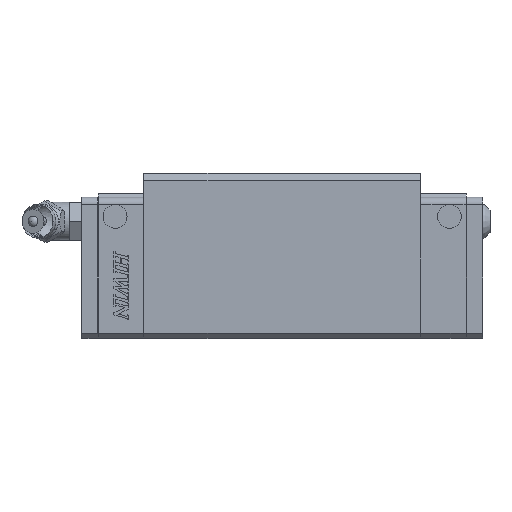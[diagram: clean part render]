
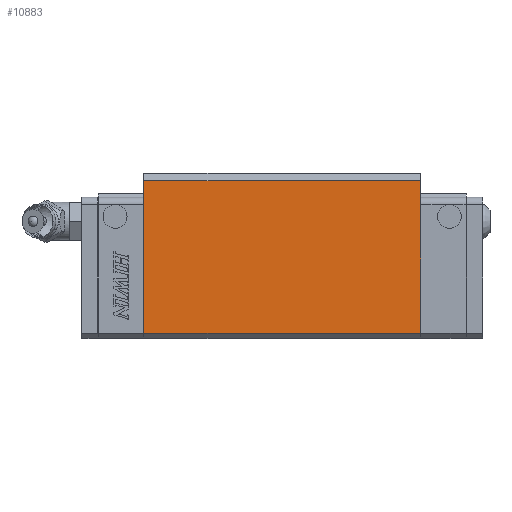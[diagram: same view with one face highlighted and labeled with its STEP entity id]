
A CAD part, top view. The second image highlights one B-rep face of the part: STEP entity #10883.
In plain terms, the highlighted face is planar.
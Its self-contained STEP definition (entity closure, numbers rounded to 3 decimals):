
#521=FACE_OUTER_BOUND('',#1104,.T.);
#1104=EDGE_LOOP('',(#8526,#8527,#8528,#8529));
#2317=LINE('',#16682,#3574);
#2396=LINE('',#16856,#3653);
#2398=LINE('',#16859,#3655);
#2404=LINE('',#16879,#3661);
#3574=VECTOR('',#13498,32.);
#3653=VECTOR('',#13651,32.);
#3655=VECTOR('',#13655,58.);
#3661=VECTOR('',#13681,58.);
#4742=VERTEX_POINT('',#16679);
#4743=VERTEX_POINT('',#16681);
#4800=VERTEX_POINT('',#16853);
#4801=VERTEX_POINT('',#16855);
#6047=EDGE_CURVE('',#4742,#4743,#2317,.T.);
#6134=EDGE_CURVE('',#4800,#4801,#2396,.T.);
#6136=EDGE_CURVE('',#4801,#4742,#2398,.T.);
#6146=EDGE_CURVE('',#4800,#4743,#2404,.T.);
#8526=ORIENTED_EDGE('',*,*,#6134,.F.);
#8527=ORIENTED_EDGE('',*,*,#6146,.T.);
#8528=ORIENTED_EDGE('',*,*,#6047,.F.);
#8529=ORIENTED_EDGE('',*,*,#6136,.F.);
#10397=PLANE('',#11702);
#10883=ADVANCED_FACE('',(#521),#10397,.F.);
#11702=AXIS2_PLACEMENT_3D('',#16878,#13679,#13680);
#13498=DIRECTION('',(0.,1.,0.));
#13651=DIRECTION('',(0.,-1.,0.));
#13655=DIRECTION('',(0.,0.,1.));
#13679=DIRECTION('center_axis',(-1.,0.,0.));
#13680=DIRECTION('ref_axis',(0.,0.,1.));
#13681=DIRECTION('',(0.,0.,1.));
#16679=CARTESIAN_POINT('',(24.,6.5,29.));
#16681=CARTESIAN_POINT('',(24.,38.5,29.));
#16682=CARTESIAN_POINT('',(24.,6.5,29.));
#16853=CARTESIAN_POINT('',(24.,38.5,-29.));
#16855=CARTESIAN_POINT('',(24.,6.5,-29.));
#16856=CARTESIAN_POINT('',(24.,38.5,-29.));
#16859=CARTESIAN_POINT('',(24.,6.5,-29.));
#16878=CARTESIAN_POINT('Origin',(24.,40.,88.112));
#16879=CARTESIAN_POINT('',(24.,38.5,-29.));
